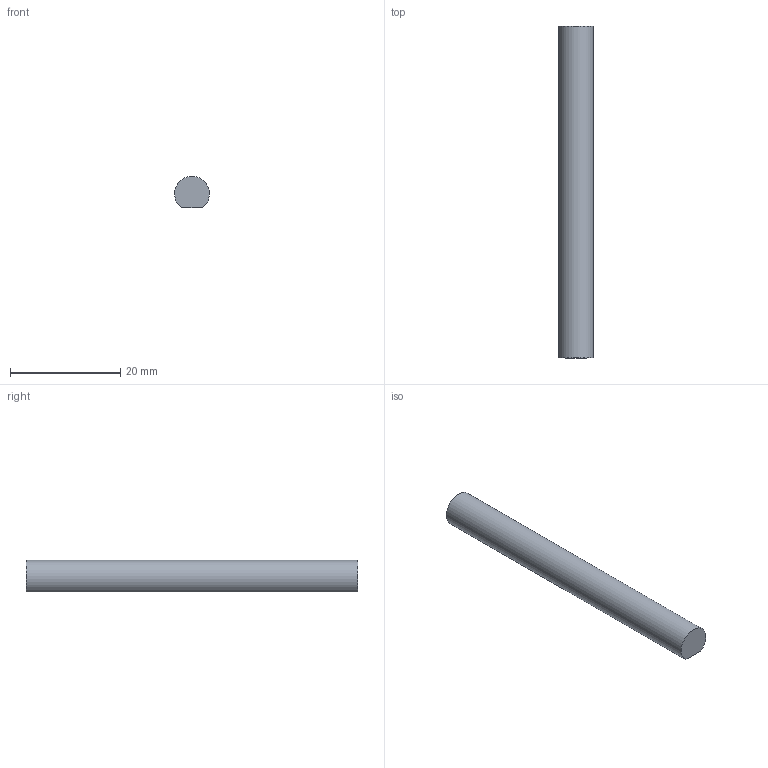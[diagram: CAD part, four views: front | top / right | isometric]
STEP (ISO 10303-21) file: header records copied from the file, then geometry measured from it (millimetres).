
FILE_DESCRIPTION (( 'STEP AP203' ), '1' );
FILE_NAME ('ROB-12540.STEP', '2014-12-06T17:31:00', ( '' ), ( '' ), 'SwSTEP 2.0', 'SolidWorks 2014', '' );
FILE_SCHEMA (( 'CONFIG_CONTROL_DESIGN' ));
Length unit declared in the file: inch
Products named in the file (1): ROB-12540
Bounding box: 6.34 x 60.33 x 5.7 mm (x, y, z)
Volume: 1811 mm3; surface area: 1246.8 mm2
Topology: 1 solids, 1 shells, 4 faces, 6 edges, 4 vertices
Faces by surface type: plane 3, cylinder 1
Entity records: 171 total; most frequent: DIRECTION 18, CARTESIAN_POINT 15, ORIENTED_EDGE 12, PERSON_AND_ORGANIZATION 8, AXIS2_PLACEMENT_3D 7, EDGE_CURVE 6, COORDINATED_UNIVERSAL_TIME_OFFSET 5, LOCAL_TIME 5
